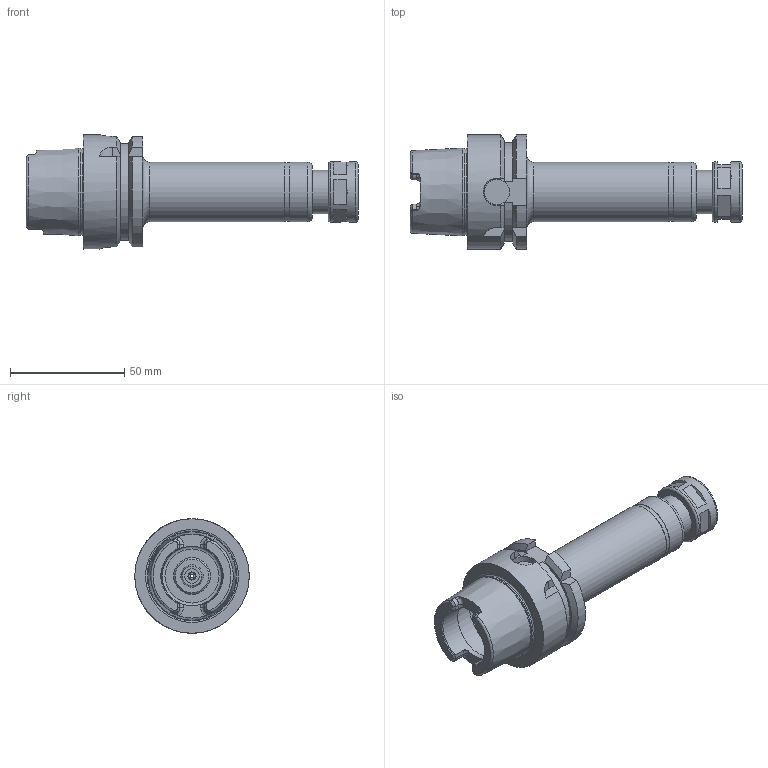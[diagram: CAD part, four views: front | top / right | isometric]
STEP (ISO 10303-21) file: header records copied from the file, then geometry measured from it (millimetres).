
FILE_DESCRIPTION((''),'2;1');
FILE_NAME('536014109120-3D.stp','2020-01-07T14:45:14',('nttooll'),(''),'Autodesk Inventor 2012','Autodesk Inventor 2012','');
FILE_SCHEMA(('AUTOMOTIVE_DESIGN { 1 0 10303 214 1 1 1 1 }'));
Length unit declared in the file: millimetre
Products named in the file (1): 536014109120-3D
Bounding box: 145 x 50 x 50 mm (x, y, z)
Volume: 91671.8 mm3; surface area: 27741 mm2
Topology: 1 solids, 1 shells, 184 faces, 411 edges, 258 vertices
Faces by surface type: plane 85, cylinder 51, cone 30, torus 18
Full cylindrical faces by diameter (mm): 1.7 x1, 3 x1, 3.5 x1, 6.4 x1, 6.5 x1, 7 x1, 7.787 x1, 8.8 x1, 9.3 x1, 9.5 x1, 10 x3, 10.5 x1, 11 x1, 13 x1, 13.5 x1, 15.5 x1, 16 x1, 19 x2, 25.6 x1, 26 x3, 26.3 x1, 26.6 x1, 32 x1, 37.9 x1, 50 x1
Entity records: 4964 total; most frequent: CARTESIAN_POINT 1043, DIRECTION 850, ORIENTED_EDGE 702, AXIS2_PLACEMENT_3D 358, EDGE_CURVE 351, EDGE_LOOP 270, VERTEX_POINT 253, FACE_OUTER_BOUND 184
